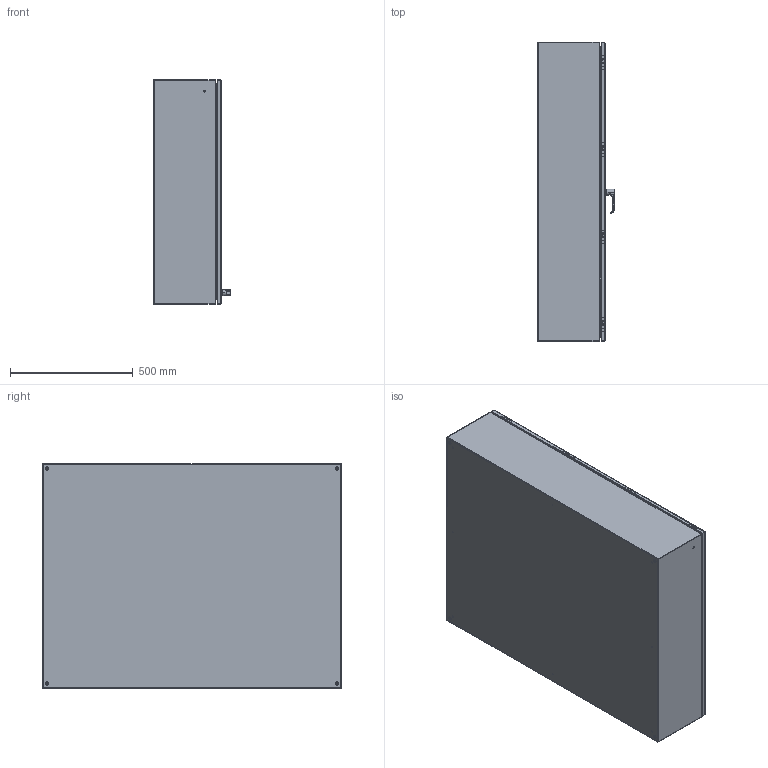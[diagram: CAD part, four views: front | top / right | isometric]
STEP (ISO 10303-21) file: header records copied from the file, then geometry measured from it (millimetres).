
FILE_DESCRIPTION (( 'STEP AP214' ), '1' );
FILE_NAME ('EN4SD483610GY.STEP', '2019-10-03T16:56:59', ( '' ), ( '' ), 'SwSTEP 2.0', 'SolidWorks 2018', '' );
FILE_SCHEMA (( 'AUTOMOTIVE_DESIGN' ));
Length unit declared in the file: inch
Products named in the file (1): EN4SD483610GY
Bounding box: 314.12 x 1219.2 x 914.4 mm (x, y, z)
Volume: 7059442.1 mm3; surface area: 7773521.3 mm2
Topology: 61 solids, 62 shells, 1733 faces, 4091 edges, 2540 vertices
Faces by surface type: plane 757, cylinder 638, bspline 243, torus 50, cone 45
Entity records: 110997 total; most frequent: CARTESIAN_POINT 49474, ORIENTED_EDGE 8114, DIRECTION 7597, EDGE_CURVE 4057, AXIS2_PLACEMENT_3D 2718, VERTEX_POINT 2540, LINE 2161, VECTOR 2161
